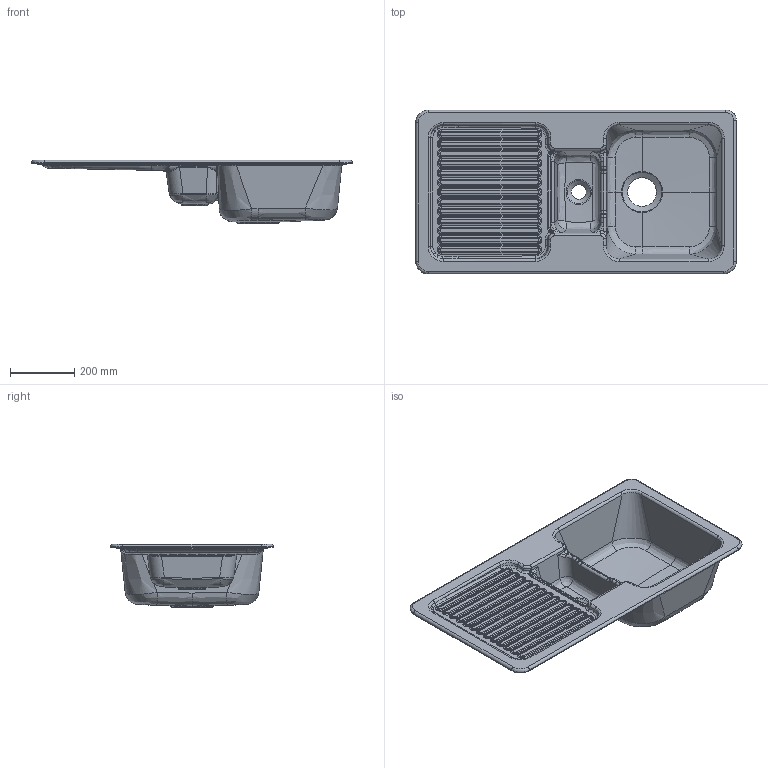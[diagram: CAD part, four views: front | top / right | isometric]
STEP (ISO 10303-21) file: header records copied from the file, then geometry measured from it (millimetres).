
FILE_DESCRIPTION(/* description */ (''),/* implementation_level */ '2;1');
FILE_NAME(/* name */ 'Spuele_6759_Condor_60.stp',/* time_stamp */ '2019-02-20T10:53:53+01:00',/* author */ (''),/* organization */ (''),/* preprocessor_version */ 'ST-DEVELOPER v16',/* originating_system */ 'SIEMENS PLM Software NX 10.0',/* authorisation */ '');
FILE_SCHEMA (('AUTOMOTIVE_DESIGN { 1 0 10303 214 3 1 1 1 }'));
Length unit declared in the file: millimetre
Products named in the file (1): Sier17C06C057n9q
Bounding box: 1000.7 x 510.7 x 198 mm (x, y, z)
Volume: 10622779 mm3; surface area: 1537913.2 mm2
Topology: 1 solids, 1 shells, 604 faces, 1411 edges, 825 vertices
Faces by surface type: bspline 307, cylinder 194, plane 66, cone 15, torus 13, sphere 5, extrusion 4
Full cylindrical faces by diameter (mm): 46 x1, 90 x1
Entity records: 33701 total; most frequent: CARTESIAN_POINT 22399, ORIENTED_EDGE 2772, DIRECTION 1836, EDGE_CURVE 1386, AXIS2_PLACEMENT_3D 832, VERTEX_POINT 821, EDGE_LOOP 645, ADVANCED_FACE 604
